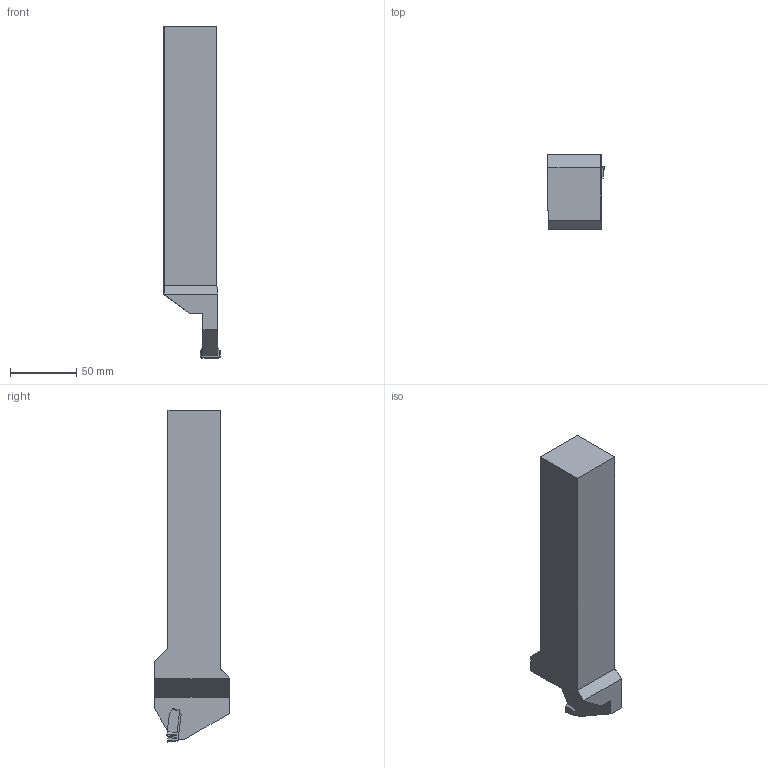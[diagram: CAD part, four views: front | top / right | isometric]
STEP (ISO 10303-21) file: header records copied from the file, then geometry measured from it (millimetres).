
FILE_DESCRIPTION(/* description */ (''),/* implementation_level */ '2;1');
FILE_NAME(/* name */ '1553140401200.stp',/* time_stamp */ '2019-03-21T09:23:34+06:00',/* author */ (''),/* organization */ ('SMS'),/* preprocessor_version */ 'ST-DEVELOPER v15',/* originating_system */ 'SIEMENS PLM Software NX 8.5',/* authorisation */ '');
FILE_SCHEMA (('AUTOMOTIVE_DESIGN { 1 0 10303 214 3 1 1 1 }'));
Length unit declared in the file: millimetre
Products named in the file (4): ASSEMBLY_CONSTRUCTION; 201539480mod000_00; 201710925mod000_00; 201710924mod000_00
Assembly tree (3 placements, depth 2):
  201710924mod000_00
    201710925mod000_00
    201539480mod000_00
    ASSEMBLY_CONSTRUCTION
Bounding box: 42.54 x 56.15 x 250 mm (x, y, z)
Volume: 367923.6 mm3; surface area: 42901.2 mm2
Topology: 2 solids, 2 shells, 79 faces, 222 edges, 153 vertices
Faces by surface type: plane 39, bspline 25, cylinder 13, extrusion 2
Entity records: 3310 total; most frequent: CARTESIAN_POINT 1375, ORIENTED_EDGE 442, DIRECTION 266, EDGE_CURVE 221, VERTEX_POINT 146, VECTOR 104, LINE 102, B_SPLINE_CURVE_WITH_KNOTS 96
